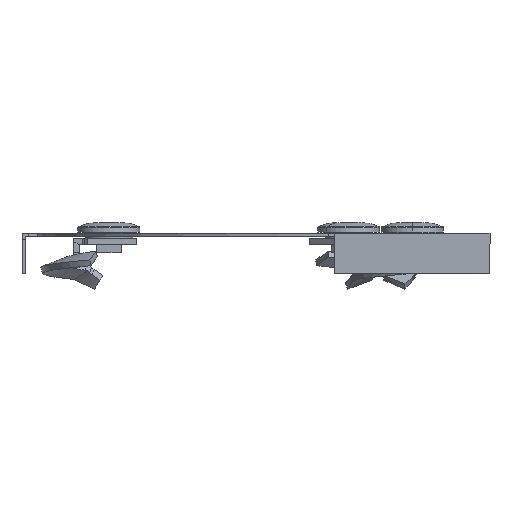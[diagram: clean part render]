
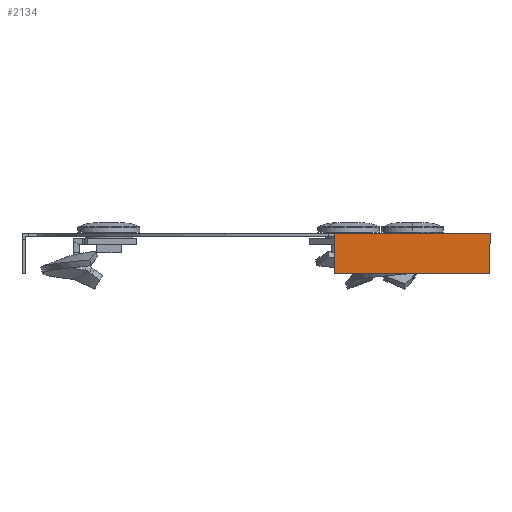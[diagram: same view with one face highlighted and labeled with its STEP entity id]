
A CAD part, left-side view. The second image highlights one B-rep face of the part: STEP entity #2134.
In plain terms, the highlighted planar face has unit normal (-1, 0, 0).
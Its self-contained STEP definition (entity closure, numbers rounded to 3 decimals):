
#62 = CARTESIAN_POINT ( 'NONE',  ( -150.744, 0., -1. ) ) ;
#196 = LINE ( 'NONE', #2631, #4067 ) ;
#373 = ORIENTED_EDGE ( 'NONE', *, *, #1149, .T. ) ;
#476 = LINE ( 'NONE', #3104, #1958 ) ;
#488 = CARTESIAN_POINT ( 'NONE',  ( -150.744, 50., -2. ) ) ;
#493 = CARTESIAN_POINT ( 'NONE',  ( -150.744, 52., 0. ) ) ;
#530 = DIRECTION ( 'NONE',  ( 0., 1., 0. ) ) ;
#541 = LINE ( 'NONE', #5818, #5022 ) ;
#543 = DIRECTION ( 'NONE',  ( 0., 0., 1. ) ) ;
#655 = ORIENTED_EDGE ( 'NONE', *, *, #3094, .F. ) ;
#776 = DIRECTION ( 'NONE',  ( 0., 0., 1. ) ) ;
#1149 = EDGE_CURVE ( 'NONE', #5472, #4983, #196, .T. ) ;
#1541 = LINE ( 'NONE', #493, #2176 ) ;
#1657 = VERTEX_POINT ( 'NONE', #3634 ) ;
#1742 = DIRECTION ( 'NONE',  ( 0., 0., 1. ) ) ;
#1797 = EDGE_CURVE ( 'NONE', #4983, #2524, #5681, .T. ) ;
#1855 = DIRECTION ( 'NONE',  ( 0., 0., -1. ) ) ;
#1958 = VECTOR ( 'NONE', #1742, 1000. ) ;
#1983 = CARTESIAN_POINT ( 'NONE',  ( -150.744, 0., -2. ) ) ;
#2134 = ADVANCED_FACE ( 'NONE', ( #4479 ), #2320, .T. ) ;
#2176 = VECTOR ( 'NONE', #530, 1000. ) ;
#2320 = PLANE ( 'NONE',  #3898 ) ;
#2524 = VERTEX_POINT ( 'NONE', #4839 ) ;
#2541 = VERTEX_POINT ( 'NONE', #3516 ) ;
#2631 = CARTESIAN_POINT ( 'NONE',  ( -150.744, 0., -1. ) ) ;
#2673 = ORIENTED_EDGE ( 'NONE', *, *, #1797, .T. ) ;
#2750 = CARTESIAN_POINT ( 'NONE',  ( -150.744, 0., -13. ) ) ;
#2768 = CARTESIAN_POINT ( 'NONE',  ( -150.744, 50., -1. ) ) ;
#2800 = VECTOR ( 'NONE', #776, 1000. ) ;
#3094 = EDGE_CURVE ( 'NONE', #3635, #1657, #476, .T. ) ;
#3104 = CARTESIAN_POINT ( 'NONE',  ( -150.744, 50., -1. ) ) ;
#3206 = DIRECTION ( 'NONE',  ( -1., 0., 0. ) ) ;
#3214 = EDGE_LOOP ( 'NONE', ( #373, #2673, #3451, #655, #4420, #5546 ) ) ;
#3347 = EDGE_CURVE ( 'NONE', #2524, #1657, #1541, .T. ) ;
#3406 = LINE ( 'NONE', #2768, #3983 ) ;
#3451 = ORIENTED_EDGE ( 'NONE', *, *, #3347, .T. ) ;
#3516 = CARTESIAN_POINT ( 'NONE',  ( -150.744, 50., -13. ) ) ;
#3634 = CARTESIAN_POINT ( 'NONE',  ( -150.744, 50., 0. ) ) ;
#3635 = VERTEX_POINT ( 'NONE', #488 ) ;
#3898 = AXIS2_PLACEMENT_3D ( 'NONE', #62, #3206, #543 ) ;
#3983 = VECTOR ( 'NONE', #1855, 1000. ) ;
#4067 = VECTOR ( 'NONE', #5332, 1000. ) ;
#4420 = ORIENTED_EDGE ( 'NONE', *, *, #4743, .T. ) ;
#4479 = FACE_OUTER_BOUND ( 'NONE', #3214, .T. ) ;
#4585 = EDGE_CURVE ( 'NONE', #2541, #5472, #541, .T. ) ;
#4743 = EDGE_CURVE ( 'NONE', #3635, #2541, #3406, .T. ) ;
#4808 = CARTESIAN_POINT ( 'NONE',  ( -150.744, 0., -2. ) ) ;
#4839 = CARTESIAN_POINT ( 'NONE',  ( -150.744, 0., 0. ) ) ;
#4983 = VERTEX_POINT ( 'NONE', #1983 ) ;
#5022 = VECTOR ( 'NONE', #5762, 1000. ) ;
#5332 = DIRECTION ( 'NONE',  ( 0., 0., 1. ) ) ;
#5472 = VERTEX_POINT ( 'NONE', #2750 ) ;
#5546 = ORIENTED_EDGE ( 'NONE', *, *, #4585, .T. ) ;
#5681 = LINE ( 'NONE', #4808, #2800 ) ;
#5762 = DIRECTION ( 'NONE',  ( 0., -1., 0. ) ) ;
#5818 = CARTESIAN_POINT ( 'NONE',  ( -150.744, 0., -13. ) ) ;
